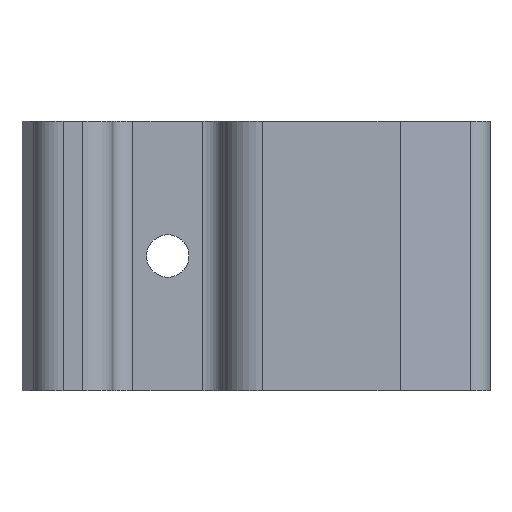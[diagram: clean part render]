
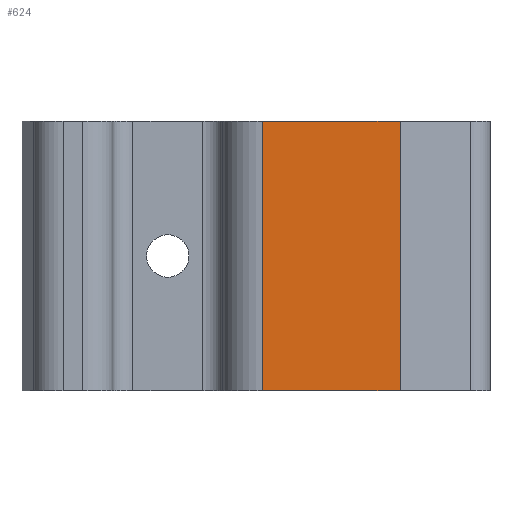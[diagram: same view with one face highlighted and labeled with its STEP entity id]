
A CAD part, left-side view. The second image highlights one B-rep face of the part: STEP entity #624.
In plain terms, the highlighted planar face has unit normal (-1, 0, 0).
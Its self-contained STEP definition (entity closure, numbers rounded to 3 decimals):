
#192 = EDGE_CURVE ( 'NONE', #704, #366, #2809, .T. ) ;
#263 = VERTEX_POINT ( 'NONE', #3084 ) ;
#313 = EDGE_CURVE ( 'NONE', #263, #1657, #2306, .T. ) ;
#350 = DIRECTION ( 'NONE',  ( 1., 0., 0. ) ) ;
#366 = VERTEX_POINT ( 'NONE', #2852 ) ;
#416 = PLANE ( 'NONE',  #2832 ) ;
#497 = VECTOR ( 'NONE', #1070, 1000. ) ;
#624 = ADVANCED_FACE ( 'NONE', ( #2186 ), #416, .F. ) ;
#704 = VERTEX_POINT ( 'NONE', #1730 ) ;
#739 = DIRECTION ( 'NONE',  ( 0., 1., 0. ) ) ;
#962 = CARTESIAN_POINT ( 'NONE',  ( -28.25, 45.5, 0. ) ) ;
#1019 = EDGE_CURVE ( 'NONE', #704, #263, #1583, .T. ) ;
#1038 = ORIENTED_EDGE ( 'NONE', *, *, #313, .T. ) ;
#1070 = DIRECTION ( 'NONE',  ( 0., 1., 0. ) ) ;
#1206 = DIRECTION ( 'NONE',  ( 0., 0., 1. ) ) ;
#1369 = DIRECTION ( 'NONE',  ( 0., -1., 0. ) ) ;
#1541 = DIRECTION ( 'NONE',  ( 0., 0., 1. ) ) ;
#1570 = CARTESIAN_POINT ( 'NONE',  ( -28.25, 45.5, -54. ) ) ;
#1583 = LINE ( 'NONE', #2304, #2397 ) ;
#1657 = VERTEX_POINT ( 'NONE', #962 ) ;
#1730 = CARTESIAN_POINT ( 'NONE',  ( -28.25, 18., -54. ) ) ;
#1956 = ORIENTED_EDGE ( 'NONE', *, *, #192, .F. ) ;
#2072 = ORIENTED_EDGE ( 'NONE', *, *, #1019, .T. ) ;
#2186 = FACE_OUTER_BOUND ( 'NONE', #2742, .T. ) ;
#2257 = CARTESIAN_POINT ( 'NONE',  ( -28.25, 45.5, -54. ) ) ;
#2285 = CARTESIAN_POINT ( 'NONE',  ( -28.25, 45.5, 0. ) ) ;
#2304 = CARTESIAN_POINT ( 'NONE',  ( -28.25, 18., -54. ) ) ;
#2306 = LINE ( 'NONE', #2285, #3000 ) ;
#2397 = VECTOR ( 'NONE', #1541, 1000. ) ;
#2742 = EDGE_LOOP ( 'NONE', ( #1038, #2959, #1956, #2072 ) ) ;
#2804 = VECTOR ( 'NONE', #1206, 1000. ) ;
#2809 = LINE ( 'NONE', #1570, #497 ) ;
#2832 = AXIS2_PLACEMENT_3D ( 'NONE', #3210, #350, #1369 ) ;
#2852 = CARTESIAN_POINT ( 'NONE',  ( -28.25, 45.5, -54. ) ) ;
#2959 = ORIENTED_EDGE ( 'NONE', *, *, #3201, .F. ) ;
#2965 = LINE ( 'NONE', #2257, #2804 ) ;
#3000 = VECTOR ( 'NONE', #739, 1000. ) ;
#3084 = CARTESIAN_POINT ( 'NONE',  ( -28.25, 18., 0. ) ) ;
#3201 = EDGE_CURVE ( 'NONE', #366, #1657, #2965, .T. ) ;
#3210 = CARTESIAN_POINT ( 'NONE',  ( -28.25, 45.5, -54. ) ) ;
